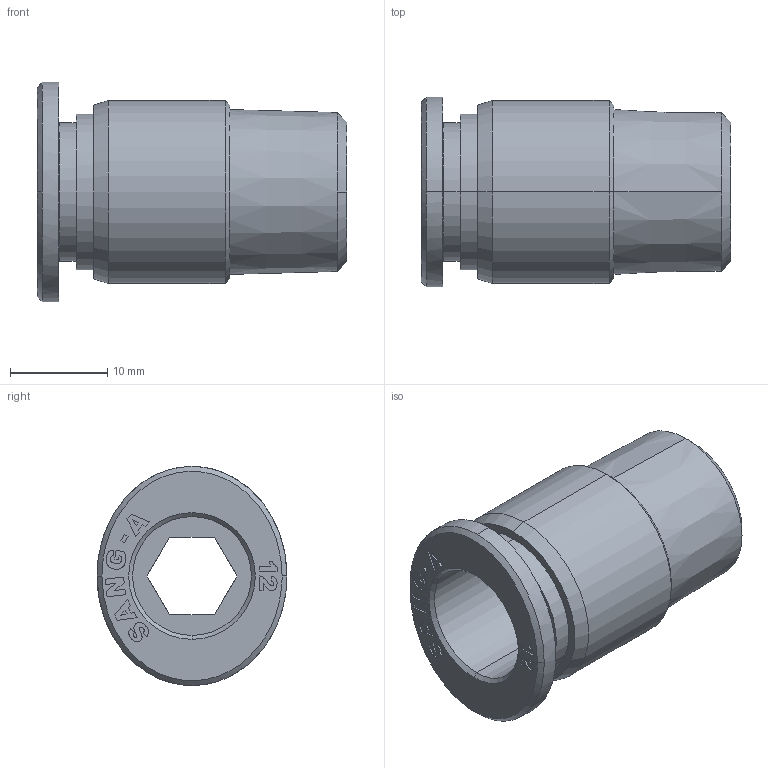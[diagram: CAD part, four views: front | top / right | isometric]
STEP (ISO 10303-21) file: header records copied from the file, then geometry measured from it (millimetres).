
FILE_DESCRIPTION (( 'STEP AP214' ), '1' );
FILE_NAME ('POC12-03.stp', '2015-10-22T12:41:35', ( '' ), ( '' ), 'SwSTEP 2.0', 'SolidWorks 2015', '' );
FILE_SCHEMA (( 'AUTOMOTIVE_DESIGN' ));
Length unit declared in the file: millimetre
Products named in the file (2): ｦ+ﾃｦ1; POC12-03
Assembly tree (1 placements, depth 2):
  POC12-03
    ｦ+ﾃｦ1
Bounding box: 31.8 x 19.5 x 22.5 mm (x, y, z)
Volume: 4501.5 mm3; surface area: 3598.2 mm2
Topology: 1 solids, 1 shells, 381 faces, 1080 edges, 716 vertices
Faces by surface type: plane 345, cone 16, cylinder 11, bspline 9
Entity records: 13205 total; most frequent: CARTESIAN_POINT 3003, ORIENTED_EDGE 2160, DIRECTION 1842, EDGE_CURVE 1080, LINE 1010, VECTOR 1010, VERTEX_POINT 716, AXIS2_PLACEMENT_3D 416
